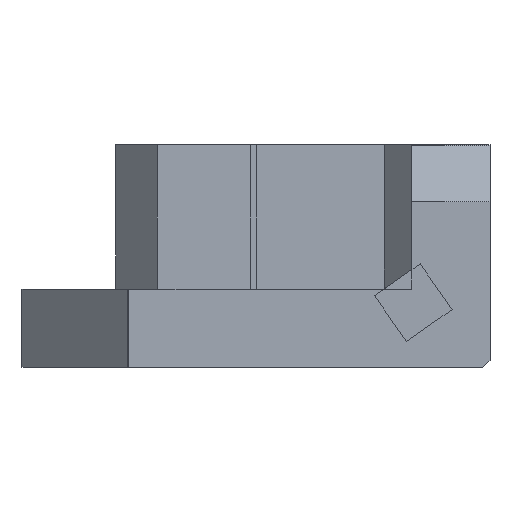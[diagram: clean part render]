
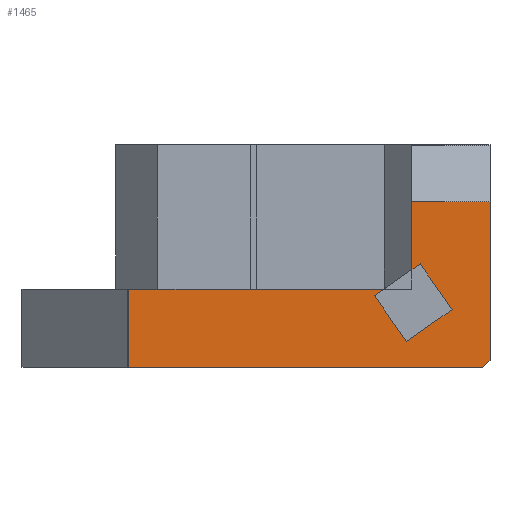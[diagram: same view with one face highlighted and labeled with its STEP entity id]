
A CAD part, left-side view. The second image highlights one B-rep face of the part: STEP entity #1465.
In plain terms, the highlighted planar face has unit normal (-1, 0, 0).
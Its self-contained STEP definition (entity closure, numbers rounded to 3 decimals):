
#21 = EDGE_CURVE('',#22,#24,#26,.T.);
#22 = VERTEX_POINT('',#23);
#23 = CARTESIAN_POINT('',(0.,-1.5,1.858));
#24 = VERTEX_POINT('',#25);
#25 = CARTESIAN_POINT('',(0.,-1.5,-12.358));
#26 = LINE('',#27,#28);
#27 = CARTESIAN_POINT('',(0.,-1.5,7.));
#28 = VECTOR('',#29,1.);
#29 = DIRECTION('',(0.,0.,-1.));
#1465 = ADVANCED_FACE('',(#1466),#1555,.F.);
#1466 = FACE_BOUND('',#1467,.F.);
#1467 = EDGE_LOOP('',(#1468,#1476,#1477,#1485,#1493,#1501,#1509,#1517,
    #1525,#1533,#1541,#1549));
#1468 = ORIENTED_EDGE('',*,*,#1469,.F.);
#1469 = EDGE_CURVE('',#22,#1470,#1472,.T.);
#1470 = VERTEX_POINT('',#1471);
#1471 = CARTESIAN_POINT('',(0.,5.5,1.858));
#1472 = LINE('',#1473,#1474);
#1473 = CARTESIAN_POINT('',(0.,-5.75,1.858));
#1474 = VECTOR('',#1475,1.);
#1475 = DIRECTION('',(0.,1.,0.));
#1476 = ORIENTED_EDGE('',*,*,#21,.T.);
#1477 = ORIENTED_EDGE('',*,*,#1478,.F.);
#1478 = EDGE_CURVE('',#1479,#24,#1481,.T.);
#1479 = VERTEX_POINT('',#1480);
#1480 = CARTESIAN_POINT('',(0.,-0.858,-13.));
#1481 = LINE('',#1482,#1483);
#1482 = CARTESIAN_POINT('',(0.,-7.054,
    -6.804));
#1483 = VECTOR('',#1484,1.);
#1484 = DIRECTION('',(0.,-0.707,0.707
    ));
#1485 = ORIENTED_EDGE('',*,*,#1486,.T.);
#1486 = EDGE_CURVE('',#1479,#1487,#1489,.T.);
#1487 = VERTEX_POINT('',#1488);
#1488 = CARTESIAN_POINT('',(0.,31.,-13.));
#1489 = LINE('',#1490,#1491);
#1490 = CARTESIAN_POINT('',(0.,-1.5,-13.));
#1491 = VECTOR('',#1492,1.);
#1492 = DIRECTION('',(0.,1.,0.));
#1493 = ORIENTED_EDGE('',*,*,#1494,.T.);
#1494 = EDGE_CURVE('',#1487,#1495,#1497,.T.);
#1495 = VERTEX_POINT('',#1496);
#1496 = CARTESIAN_POINT('',(0.,31.,-6.));
#1497 = LINE('',#1498,#1499);
#1498 = CARTESIAN_POINT('',(0.,31.,8.5));
#1499 = VECTOR('',#1500,1.);
#1500 = DIRECTION('',(0.,0.,1.));
#1501 = ORIENTED_EDGE('',*,*,#1502,.F.);
#1502 = EDGE_CURVE('',#1503,#1495,#1505,.T.);
#1503 = VERTEX_POINT('',#1504);
#1504 = CARTESIAN_POINT('',(0.,8.047,-6.));
#1505 = LINE('',#1506,#1507);
#1506 = CARTESIAN_POINT('',(0.,2.,-6.));
#1507 = VECTOR('',#1508,1.);
#1508 = DIRECTION('',(0.,1.,0.));
#1509 = ORIENTED_EDGE('',*,*,#1510,.T.);
#1510 = EDGE_CURVE('',#1503,#1511,#1513,.T.);
#1511 = VERTEX_POINT('',#1512);
#1512 = CARTESIAN_POINT('',(0.,8.864,
    -6.572));
#1513 = LINE('',#1514,#1515);
#1514 = CARTESIAN_POINT('',(0.,4.768,
    -3.704));
#1515 = VECTOR('',#1516,1.);
#1516 = DIRECTION('',(0.,0.819,
    -0.574));
#1517 = ORIENTED_EDGE('',*,*,#1518,.F.);
#1518 = EDGE_CURVE('',#1519,#1511,#1521,.T.);
#1519 = VERTEX_POINT('',#1520);
#1520 = CARTESIAN_POINT('',(0.,5.996,
    -10.668));
#1521 = LINE('',#1522,#1523);
#1522 = CARTESIAN_POINT('',(0.,5.996,
    -10.668));
#1523 = VECTOR('',#1524,1.);
#1524 = DIRECTION('',(0.,0.574,0.819)
  );
#1525 = ORIENTED_EDGE('',*,*,#1526,.F.);
#1526 = EDGE_CURVE('',#1527,#1519,#1529,.T.);
#1527 = VERTEX_POINT('',#1528);
#1528 = CARTESIAN_POINT('',(0.,1.9,-7.8));
#1529 = LINE('',#1530,#1531);
#1530 = CARTESIAN_POINT('',(0.,1.9,-7.8));
#1531 = VECTOR('',#1532,1.);
#1532 = DIRECTION('',(0.,0.819,
    -0.574));
#1533 = ORIENTED_EDGE('',*,*,#1534,.T.);
#1534 = EDGE_CURVE('',#1527,#1535,#1537,.T.);
#1535 = VERTEX_POINT('',#1536);
#1536 = CARTESIAN_POINT('',(0.,4.768,
    -3.704));
#1537 = LINE('',#1538,#1539);
#1538 = CARTESIAN_POINT('',(0.,1.9,-7.8));
#1539 = VECTOR('',#1540,1.);
#1540 = DIRECTION('',(0.,0.574,0.819)
  );
#1541 = ORIENTED_EDGE('',*,*,#1542,.T.);
#1542 = EDGE_CURVE('',#1535,#1543,#1545,.T.);
#1543 = VERTEX_POINT('',#1544);
#1544 = CARTESIAN_POINT('',(0.,5.5,-4.217));
#1545 = LINE('',#1546,#1547);
#1546 = CARTESIAN_POINT('',(0.,4.768,
    -3.704));
#1547 = VECTOR('',#1548,1.);
#1548 = DIRECTION('',(0.,0.819,
    -0.574));
#1549 = ORIENTED_EDGE('',*,*,#1550,.T.);
#1550 = EDGE_CURVE('',#1543,#1470,#1551,.T.);
#1551 = LINE('',#1552,#1553);
#1552 = CARTESIAN_POINT('',(0.,5.5,13.5));
#1553 = VECTOR('',#1554,1.);
#1554 = DIRECTION('',(0.,0.,1.));
#1555 = PLANE('',#1556);
#1556 = AXIS2_PLACEMENT_3D('',#1557,#1558,#1559);
#1557 = CARTESIAN_POINT('',(0.,-1.5,7.));
#1558 = DIRECTION('',(1.,0.,0.));
#1559 = DIRECTION('',(0.,0.,-1.));
